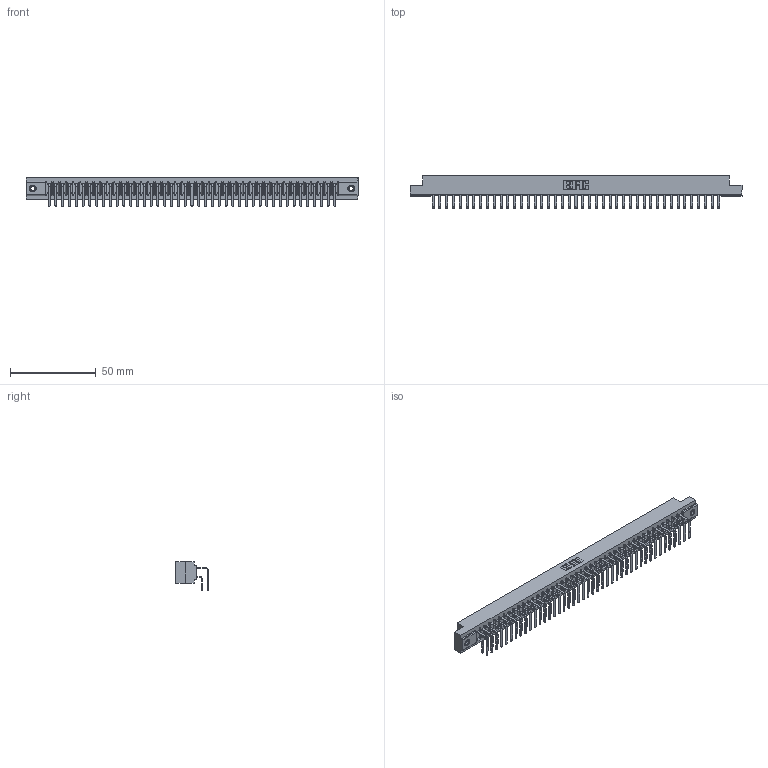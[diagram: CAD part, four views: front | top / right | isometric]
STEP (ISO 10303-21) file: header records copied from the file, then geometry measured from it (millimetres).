
FILE_DESCRIPTION (( 'STEP AP203' ), '1' );
FILE_NAME ('357-043-458-108.STEP', '2020-10-03T12:41:44', ( '' ), ( '' ), 'SwSTEP 2.0', 'SolidWorks 2020', '' );
FILE_SCHEMA (( 'CONFIG_CONTROL_DESIGN' ));
Length unit declared in the file: inch
Products named in the file (5): 307 Part_.156 Dia Mounting Holes; 345-250-001_345-250-003-102; 357-043-458-108; 307-290-001_558 - 2 (Single); 307-290-001_558 559 - 1 (Single)
Assembly tree (89 placements, depth 2):
  357-043-458-108
    307 Part_.156 Dia Mounting Holes
    307-290-001_558 559 - 1 (Single)  x43
    307-290-001_558 - 2 (Single)  x43
    345-250-001_345-250-003-102  x2
Bounding box: 193.4 x 18.96 x 16.8 mm (x, y, z)
Volume: 20947.2 mm3; surface area: 27891.9 mm2
Topology: 89 solids, 89 shells, 4522 faces, 12671 edges, 8206 vertices
Faces by surface type: plane 2940, cylinder 1478, sphere 88, cone 12, torus 4
Entity records: 40748 total; most frequent: CARTESIAN_POINT 6652, ORIENTED_EDGE 6586, DIRECTION 6523, EDGE_CURVE 3293, LINE 2525, VECTOR 2525, VERTEX_POINT 2128, AXIS2_PLACEMENT_3D 1999
